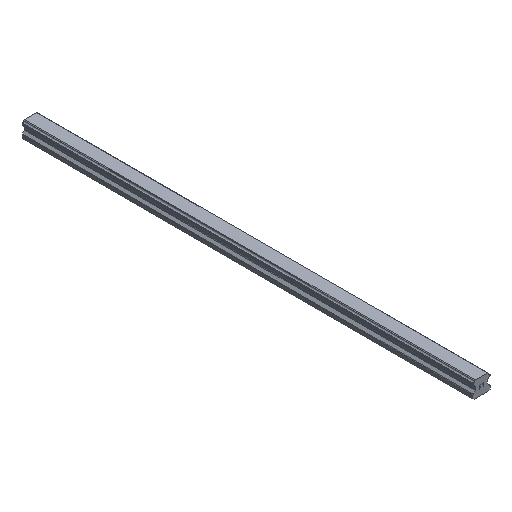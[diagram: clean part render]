
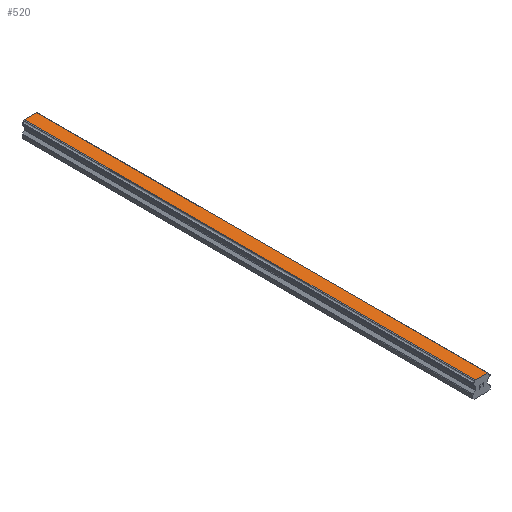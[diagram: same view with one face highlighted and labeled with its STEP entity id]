
A CAD part, isometric view. The second image highlights one B-rep face of the part: STEP entity #520.
In plain terms, the highlighted planar face has unit normal (0, 0, 1).
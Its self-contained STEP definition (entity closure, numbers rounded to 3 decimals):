
#520=ADVANCED_FACE('',(#1061),#1062,.T.);
#1061=FACE_OUTER_BOUND('',#1616,.T.);
#1062=PLANE('',#1617);
#1616=EDGE_LOOP('',(#3252,#3253,#3254,#3255));
#1617=AXIS2_PLACEMENT_3D('',#3256,#3257,#3258);
#3252=ORIENTED_EDGE('',*,*,#3877,.T.);
#3253=ORIENTED_EDGE('',*,*,#4095,.F.);
#3254=ORIENTED_EDGE('',*,*,#3741,.F.);
#3255=ORIENTED_EDGE('',*,*,#4093,.T.);
#3256=CARTESIAN_POINT('',(0.0,610.0,22.));
#3257=DIRECTION('',(0.0,0.0,1.0));
#3258=DIRECTION('',(-1.0,0.0,-0.0));
#3741=EDGE_CURVE('',#4625,#4627,#4628,.T.);
#3877=EDGE_CURVE('',#4854,#4852,#4855,.T.);
#4093=EDGE_CURVE('',#4625,#4854,#5130,.T.);
#4095=EDGE_CURVE('',#4627,#4852,#5132,.T.);
#4625=VERTEX_POINT('',#5826);
#4627=VERTEX_POINT('',#5829);
#4628=LINE('',#5830,#5831);
#4852=VERTEX_POINT('',#6143);
#4854=VERTEX_POINT('',#6146);
#4855=LINE('',#6147,#6148);
#5130=LINE('',#6495,#6496);
#5132=LINE('',#6498,#6499);
#5826=CARTESIAN_POINT('',(-8.3,610.0,22.));
#5829=CARTESIAN_POINT('',(8.3,610.0,22.));
#5830=CARTESIAN_POINT('',(-8.3,610.0,22.));
#5831=VECTOR('',#6944,1.0);
#6143=CARTESIAN_POINT('',(8.3,0.0,22.));
#6146=CARTESIAN_POINT('',(-8.3,0.0,22.));
#6147=CARTESIAN_POINT('',(-8.3,0.0,22.));
#6148=VECTOR('',#7100,1.0);
#6495=CARTESIAN_POINT('',(-8.3,610.0,22.));
#6496=VECTOR('',#7386,1.0);
#6498=CARTESIAN_POINT('',(8.3,610.0,22.));
#6499=VECTOR('',#7387,1.0);
#6944=DIRECTION('',(1.0,0.0,0.0));
#7100=DIRECTION('',(1.0,0.0,0.0));
#7386=DIRECTION('',(0.0,-1.0,0.0));
#7387=DIRECTION('',(0.0,-1.0,0.0));
